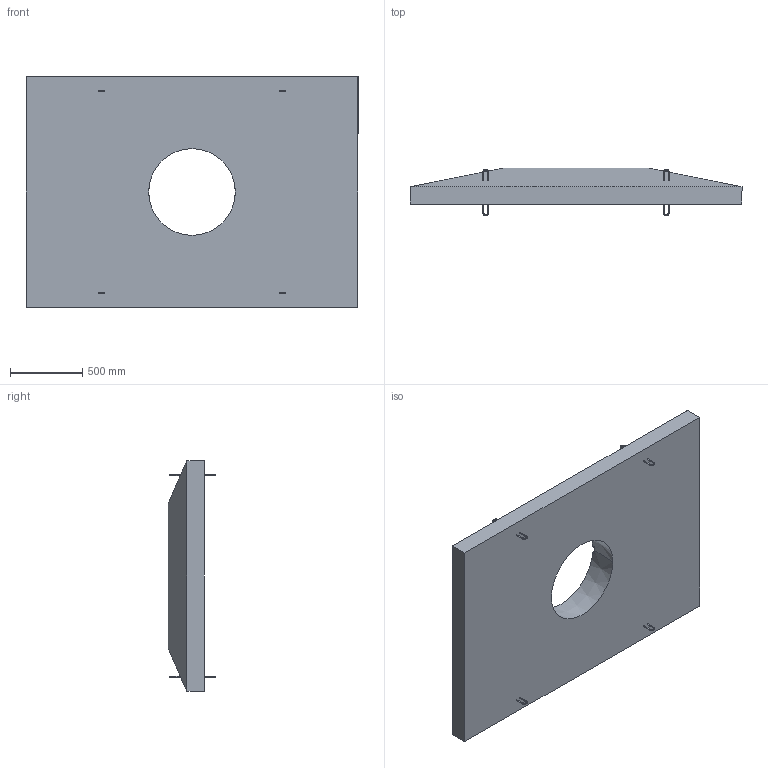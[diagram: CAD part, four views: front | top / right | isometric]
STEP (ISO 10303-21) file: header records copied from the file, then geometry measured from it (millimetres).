
FILE_DESCRIPTION (( 'STEP AP203' ), '1' );
FILE_NAME ('ÆÁÈ.23.09 Îïîðíàÿ ïëèòà ÎÏ-1-Ó_áåòîí.STEP', '2021-10-27T08:12:47', ( '' ), ( '' ), 'SwSTEP 2.0', 'SolidWorks 2018', '' );
FILE_SCHEMA (( 'CONFIG_CONTROL_DESIGN' ));
Length unit declared in the file: millimetre
Products named in the file (1): ÆÁÈ.23.09 Îïîðíàÿ ïëèòà ÎÏ-1-Ó_áåòîí
Bounding box: 2300 x 330 x 1600 mm (x, y, z)
Volume: 639723347.4 mm3; surface area: 8378625.2 mm2
Topology: 1 solids, 1 shells, 69 faces, 162 edges, 96 vertices
Faces by surface type: cylinder 32, plane 17, torus 16, cone 4
Entity records: 2113 total; most frequent: CARTESIAN_POINT 418, DIRECTION 358, ORIENTED_EDGE 324, EDGE_CURVE 162, AXIS2_PLACEMENT_3D 144, VERTEX_POINT 96, EDGE_LOOP 88, CIRCLE 74
